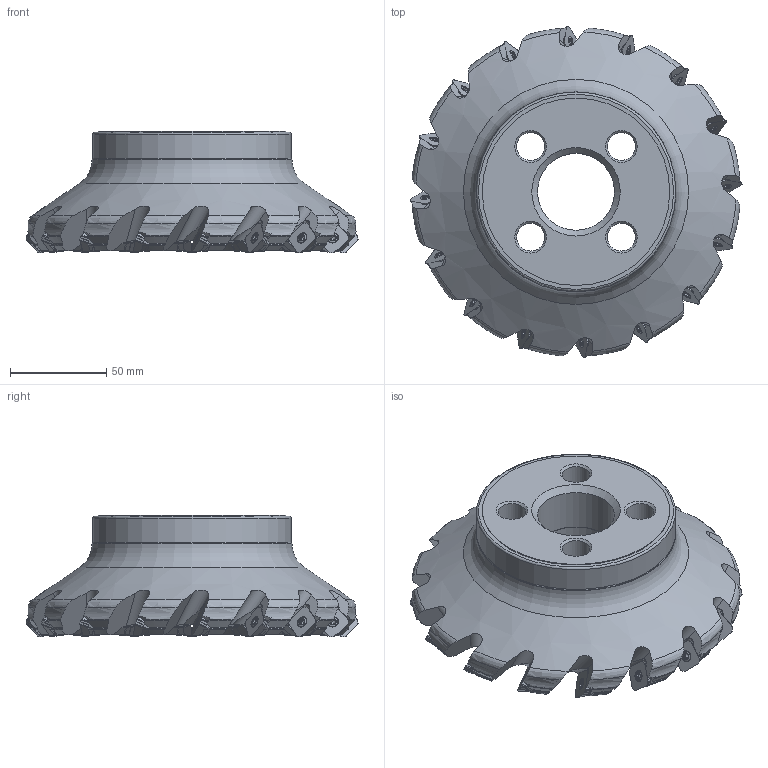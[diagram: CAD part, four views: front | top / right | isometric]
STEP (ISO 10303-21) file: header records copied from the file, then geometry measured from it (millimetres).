
FILE_DESCRIPTION(/* description */ (''),/* implementation_level */ '2;1');
FILE_NAME(/* name */ 'toolassembly_1.stp',/* time_stamp */ '2019-05-02T16:41:47+02:00',/* author */ (''),/* organization */ ('SMS'),/* preprocessor_version */ 'ST-DEVELOPER v15',/* originating_system */ 'SIEMENS PLM Software NX 8.5',/* authorisation */ '');
FILE_SCHEMA (('AUTOMOTIVE_DESIGN { 1 0 10303 214 3 1 1 1 }'));
Products named in the file (4): CUT_20190502164106; NOCUT_20190502163910; ASSEMBLY_CONSTRUCTION; TOOLASSEMBLY_1
Assembly tree (18 placements, depth 2):
  TOOLASSEMBLY_1
    ASSEMBLY_CONSTRUCTION
    NOCUT_20190502163910
    CUT_20190502164106  x16
Bounding box: 172.7 x 172.7 x 63.01 mm (x, y, z)
Volume: 617533.9 mm3; surface area: 87912.9 mm2
Topology: 17 solids, 17 shells, 2296 faces, 6979 edges, 4822 vertices
Faces by surface type: plane 856, extrusion 592, cone 284, cylinder 269, torus 231, sphere 64
Full cylindrical faces by diameter (mm): 3.5 x16, 4.1 x16, 5.25 x16, 14.5 x4, 20 x4, 40.013 x1, 40.3 x1, 97.5 x1, 103.5 x1, 104 x1
Entity records: 69049 total; most frequent: CARTESIAN_POINT 27417, ORIENTED_EDGE 9040, DIRECTION 8029, EDGE_CURVE 4520, AXIS2_PLACEMENT_3D 3228, VERTEX_POINT 3032, EDGE_LOOP 1866, ADVANCED_FACE 1681
